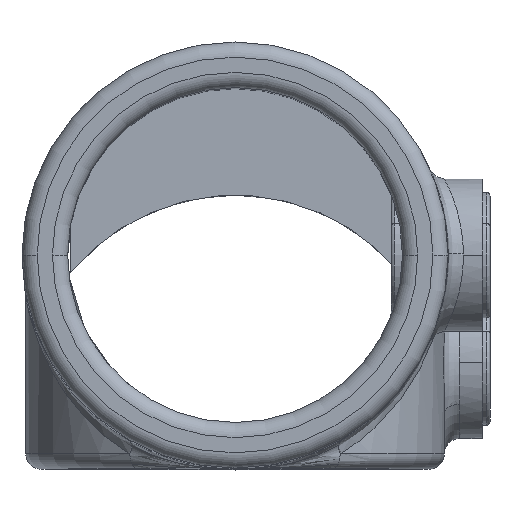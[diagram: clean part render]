
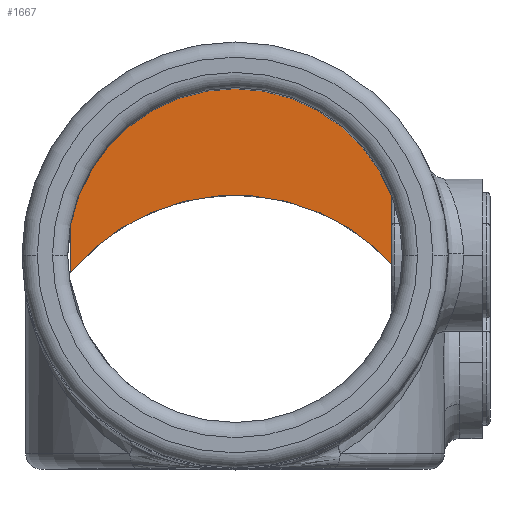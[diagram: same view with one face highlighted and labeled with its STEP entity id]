
A CAD part, top view. The second image highlights one B-rep face of the part: STEP entity #1667.
In plain terms, the highlighted planar face has unit normal (0, 0, 1).
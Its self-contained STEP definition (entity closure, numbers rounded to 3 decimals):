
#353 = CIRCLE ( 'NONE', #1930, 22. ) ;
#450 = CARTESIAN_POINT ( 'NONE',  ( -21.571, 25.852, -7.5 ) ) ;
#523 = VECTOR ( 'NONE', #1891, 1000. ) ;
#569 = AXIS2_PLACEMENT_3D ( 'NONE', #3342, #5187, #5250 ) ;
#990 = CARTESIAN_POINT ( 'NONE',  ( 21.571, 45.852, -7.5 ) ) ;
#1014 = FACE_OUTER_BOUND ( 'NONE', #5397, .T. ) ;
#1431 = DIRECTION ( 'NONE',  ( 0., 0., -1. ) ) ;
#1667 = ADVANCED_FACE ( 'NONE', ( #1014 ), #4436, .F. ) ;
#1676 = LINE ( 'NONE', #990, #2180 ) ;
#1848 = ORIENTED_EDGE ( 'NONE', *, *, #4482, .T. ) ;
#1891 = DIRECTION ( 'NONE',  ( 0., -1., 0. ) ) ;
#1930 = AXIS2_PLACEMENT_3D ( 'NONE', #3438, #7524, #4008 ) ;
#1938 = AXIS2_PLACEMENT_3D ( 'NONE', #4939, #1431, #5551 ) ;
#1977 = VERTEX_POINT ( 'NONE', #7055 ) ;
#2180 = VECTOR ( 'NONE', #4430, 1000. ) ;
#2880 = VERTEX_POINT ( 'NONE', #4921 ) ;
#3342 = CARTESIAN_POINT ( 'NONE',  ( 21.571, 45.852, -7.5 ) ) ;
#3438 = CARTESIAN_POINT ( 'NONE',  ( 0., 28., -7.5 ) ) ;
#3735 = ORIENTED_EDGE ( 'NONE', *, *, #4892, .T. ) ;
#4006 = CARTESIAN_POINT ( 'NONE',  ( 21.571, 32.322, -7.5 ) ) ;
#4008 = DIRECTION ( 'NONE',  ( -1., 0., 0. ) ) ;
#4246 = CARTESIAN_POINT ( 'NONE',  ( -21.571, 45.852, -7.5 ) ) ;
#4430 = DIRECTION ( 'NONE',  ( 0., -1., 0. ) ) ;
#4436 = PLANE ( 'NONE',  #569 ) ;
#4482 = EDGE_CURVE ( 'NONE', #5767, #2880, #353, .T. ) ;
#4514 = ORIENTED_EDGE ( 'NONE', *, *, #5577, .F. ) ;
#4892 = EDGE_CURVE ( 'NONE', #2880, #5693, #5497, .T. ) ;
#4921 = CARTESIAN_POINT ( 'NONE',  ( -21.571, 32.322, -7.5 ) ) ;
#4939 = CARTESIAN_POINT ( 'NONE',  ( 0., 8., -7.5 ) ) ;
#5187 = DIRECTION ( 'NONE',  ( 0., 0., -1. ) ) ;
#5250 = DIRECTION ( 'NONE',  ( -1., 0., 0. ) ) ;
#5397 = EDGE_LOOP ( 'NONE', ( #4514, #1848, #3735, #5661 ) ) ;
#5447 = EDGE_CURVE ( 'NONE', #5693, #1977, #6133, .T. ) ;
#5497 = LINE ( 'NONE', #4246, #523 ) ;
#5551 = DIRECTION ( 'NONE',  ( -1., 0., 0. ) ) ;
#5577 = EDGE_CURVE ( 'NONE', #5767, #1977, #1676, .T. ) ;
#5661 = ORIENTED_EDGE ( 'NONE', *, *, #5447, .T. ) ;
#5693 = VERTEX_POINT ( 'NONE', #450 ) ;
#5767 = VERTEX_POINT ( 'NONE', #4006 ) ;
#6133 = CIRCLE ( 'NONE', #1938, 28. ) ;
#7055 = CARTESIAN_POINT ( 'NONE',  ( 21.571, 25.852, -7.5 ) ) ;
#7524 = DIRECTION ( 'NONE',  ( 0., 0., 1. ) ) ;
